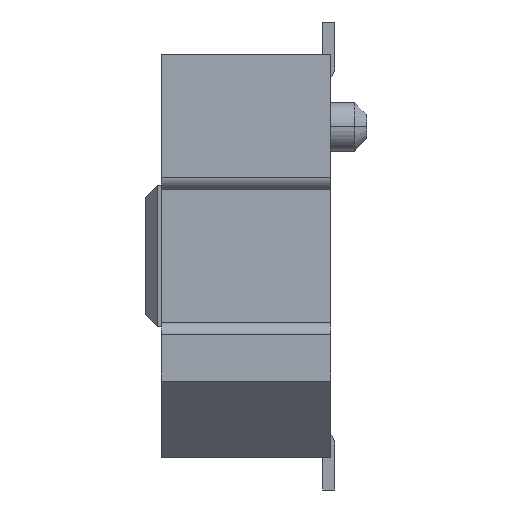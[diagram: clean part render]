
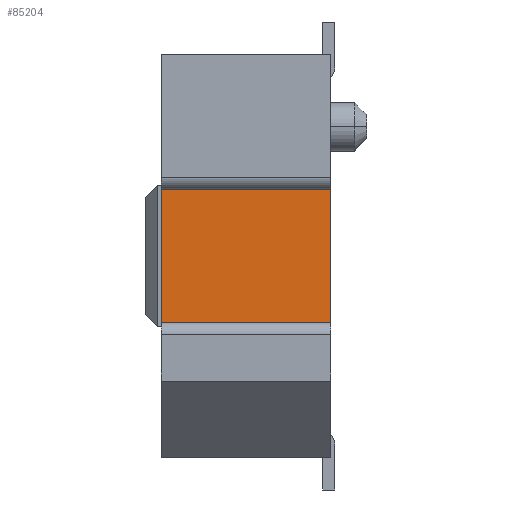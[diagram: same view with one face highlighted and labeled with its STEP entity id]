
A CAD part, left-side view. The second image highlights one B-rep face of the part: STEP entity #85204.
In plain terms, the highlighted planar face has unit normal (-1, 0, 0).
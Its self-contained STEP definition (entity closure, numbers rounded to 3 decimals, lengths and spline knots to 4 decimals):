
#1465=DIRECTION('',(0.,-1.,0.));
#1466=VECTOR('',#1465,2.1);
#1467=CARTESIAN_POINT('',(-16.45,2.1,-0.825));
#1468=LINE('',#1467,#1466);
#1473=DIRECTION('',(0.,0.,-1.));
#1474=VECTOR('',#1473,1.65);
#1475=CARTESIAN_POINT('',(-16.45,0.,0.825));
#1476=LINE('',#1475,#1474);
#1477=DIRECTION('',(0.,0.,1.));
#1478=VECTOR('',#1477,1.65);
#1479=CARTESIAN_POINT('',(-16.45,2.1,-0.825));
#1480=LINE('',#1479,#1478);
#1481=DIRECTION('',(0.,1.,0.));
#1482=VECTOR('',#1481,2.1);
#1483=CARTESIAN_POINT('',(-16.45,0.,0.825));
#1484=LINE('',#1483,#1482);
#69787=CARTESIAN_POINT('',(-16.45,0.,0.825));
#69788=VERTEX_POINT('',#69787);
#69789=CARTESIAN_POINT('',(-16.45,0.,-0.825));
#69790=VERTEX_POINT('',#69789);
#72893=CARTESIAN_POINT('',(-16.45,2.1,0.825));
#72894=VERTEX_POINT('',#72893);
#72895=CARTESIAN_POINT('',(-16.45,2.1,-0.825));
#72896=VERTEX_POINT('',#72895);
#85192=CARTESIAN_POINT('',(-16.45,1.05,0.));
#85193=DIRECTION('',(1.,0.,0.));
#85194=DIRECTION('',(0.,0.,-1.));
#85195=AXIS2_PLACEMENT_3D('',#85192,#85193,#85194);
#85196=PLANE('',#85195);
#85197=ORIENTED_EDGE('',*,*,#85126,.T.);
#85198=ORIENTED_EDGE('',*,*,#85185,.F.);
#85199=ORIENTED_EDGE('',*,*,#84997,.T.);
#85201=ORIENTED_EDGE('',*,*,#85200,.F.);
#85202=EDGE_LOOP('',(#85197,#85198,#85199,#85201));
#85203=FACE_OUTER_BOUND('',#85202,.F.);
#85204=ADVANCED_FACE('',(#85203),#85196,.F.);
#84997=EDGE_CURVE('',#72896,#72894,#1480,.T.);
#85126=EDGE_CURVE('',#69788,#69790,#1476,.T.);
#85185=EDGE_CURVE('',#72896,#69790,#1468,.T.);
#85200=EDGE_CURVE('',#69788,#72894,#1484,.T.);
